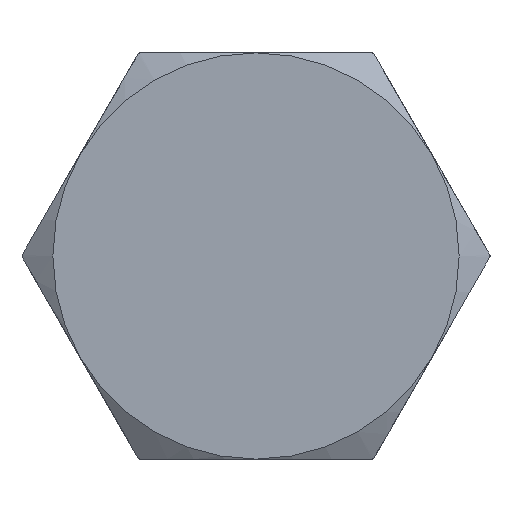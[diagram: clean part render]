
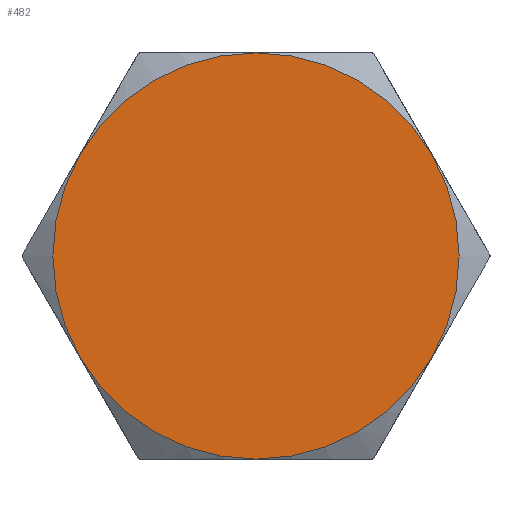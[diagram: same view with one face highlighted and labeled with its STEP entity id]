
A CAD part, left-side view. The second image highlights one B-rep face of the part: STEP entity #482.
In plain terms, the highlighted planar face has unit normal (-1, 0, 0).
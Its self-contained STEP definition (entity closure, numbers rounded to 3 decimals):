
#92=PLANE('',#548);
#128=FACE_OUTER_BOUND('',#165,.T.);
#165=EDGE_LOOP('',(#431,#432,#433,#434,#435,#436));
#189=CIRCLE('',#526,23.5);
#190=CIRCLE('',#528,23.5);
#193=CIRCLE('',#532,23.5);
#194=CIRCLE('',#534,23.5);
#197=CIRCLE('',#538,23.5);
#199=CIRCLE('',#547,23.5);
#226=VERTEX_POINT('',#2514);
#229=VERTEX_POINT('',#2526);
#232=VERTEX_POINT('',#2538);
#235=VERTEX_POINT('',#2550);
#238=VERTEX_POINT('',#2562);
#241=VERTEX_POINT('',#2574);
#300=EDGE_CURVE('',#241,#232,#189,.T.);
#301=EDGE_CURVE('',#232,#235,#190,.T.);
#304=EDGE_CURVE('',#235,#229,#193,.T.);
#305=EDGE_CURVE('',#229,#238,#194,.T.);
#308=EDGE_CURVE('',#238,#226,#197,.T.);
#310=EDGE_CURVE('',#226,#241,#199,.T.);
#431=ORIENTED_EDGE('',*,*,#305,.F.);
#432=ORIENTED_EDGE('',*,*,#304,.F.);
#433=ORIENTED_EDGE('',*,*,#301,.F.);
#434=ORIENTED_EDGE('',*,*,#300,.F.);
#435=ORIENTED_EDGE('',*,*,#310,.F.);
#436=ORIENTED_EDGE('',*,*,#308,.F.);
#482=ADVANCED_FACE('',(#128),#92,.T.);
#526=AXIS2_PLACEMENT_3D('',#2587,#636,#637);
#528=AXIS2_PLACEMENT_3D('',#2589,#640,#641);
#532=AXIS2_PLACEMENT_3D('',#2593,#648,#649);
#534=AXIS2_PLACEMENT_3D('',#2595,#652,#653);
#538=AXIS2_PLACEMENT_3D('',#2599,#660,#661);
#547=AXIS2_PLACEMENT_3D('',#2608,#678,#679);
#548=AXIS2_PLACEMENT_3D('',#2609,#680,#681);
#636=DIRECTION('center_axis',(1.,0.,0.));
#637=DIRECTION('ref_axis',(0.,-1.,0.));
#640=DIRECTION('center_axis',(1.,0.,0.));
#641=DIRECTION('ref_axis',(0.,-1.,0.));
#648=DIRECTION('center_axis',(1.,0.,0.));
#649=DIRECTION('ref_axis',(0.,-1.,0.));
#652=DIRECTION('center_axis',(1.,0.,0.));
#653=DIRECTION('ref_axis',(0.,-1.,0.));
#660=DIRECTION('center_axis',(1.,0.,0.));
#661=DIRECTION('ref_axis',(0.,-1.,0.));
#678=DIRECTION('center_axis',(1.,0.,0.));
#679=DIRECTION('ref_axis',(0.,-1.,0.));
#680=DIRECTION('center_axis',(-1.,0.,0.));
#681=DIRECTION('ref_axis',(0.,0.,1.));
#2514=CARTESIAN_POINT('',(-20.15,0.,23.5));
#2526=CARTESIAN_POINT('',(-20.15,20.352,-11.75));
#2538=CARTESIAN_POINT('',(-20.15,-20.352,-11.75));
#2550=CARTESIAN_POINT('',(-20.15,0.,-23.5));
#2562=CARTESIAN_POINT('',(-20.15,20.352,11.75));
#2574=CARTESIAN_POINT('',(-20.15,-20.352,11.75));
#2587=CARTESIAN_POINT('Origin',(-20.15,0.,0.));
#2589=CARTESIAN_POINT('Origin',(-20.15,0.,0.));
#2593=CARTESIAN_POINT('Origin',(-20.15,0.,0.));
#2595=CARTESIAN_POINT('Origin',(-20.15,0.,0.));
#2599=CARTESIAN_POINT('Origin',(-20.15,0.,0.));
#2608=CARTESIAN_POINT('Origin',(-20.15,0.,0.));
#2609=CARTESIAN_POINT('Origin',(-20.15,0.,0.));
